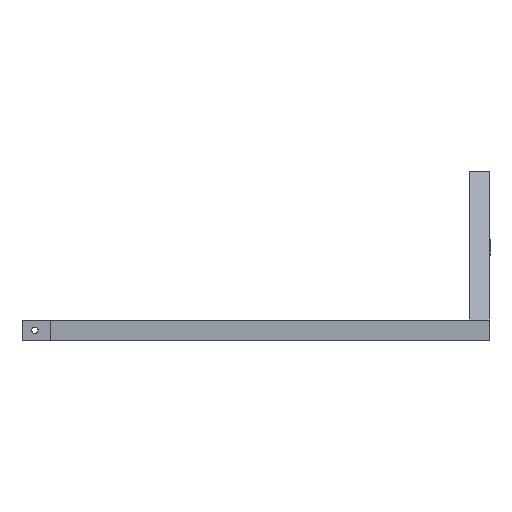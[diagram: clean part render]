
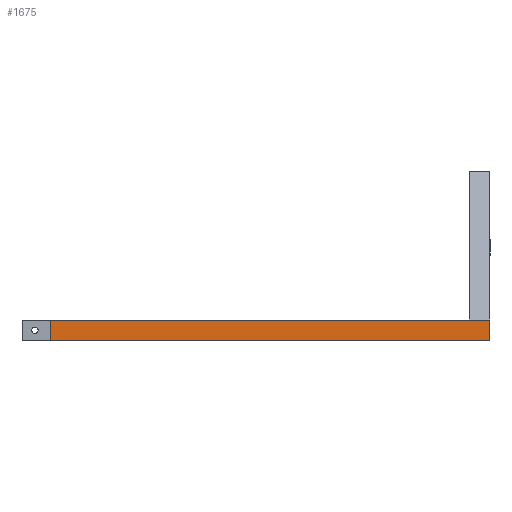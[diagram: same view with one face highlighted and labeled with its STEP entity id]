
A CAD part, left-side view. The second image highlights one B-rep face of the part: STEP entity #1675.
In plain terms, the highlighted face is planar.
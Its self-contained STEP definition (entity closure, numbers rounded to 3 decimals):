
#95 = FACE_OUTER_BOUND ( 'NONE', #1441, .T. ) ;
#108 = VERTEX_POINT ( 'NONE', #1226 ) ;
#192 = LINE ( 'NONE', #1269, #755 ) ;
#363 = DIRECTION ( 'NONE',  ( 0., 0., -1. ) ) ;
#377 = CARTESIAN_POINT ( 'NONE',  ( -57.291, 2.495, -8. ) ) ;
#396 = VECTOR ( 'NONE', #1331, 1000. ) ;
#459 = CARTESIAN_POINT ( 'NONE',  ( -57.291, 158.47, 0. ) ) ;
#462 = VERTEX_POINT ( 'NONE', #929 ) ;
#536 = DIRECTION ( 'NONE',  ( -1., 0., 0. ) ) ;
#662 = LINE ( 'NONE', #2127, #396 ) ;
#753 = LINE ( 'NONE', #1984, #1643 ) ;
#755 = VECTOR ( 'NONE', #1300, 1000. ) ;
#929 = CARTESIAN_POINT ( 'NONE',  ( -57.291, 328.47, 0. ) ) ;
#966 = EDGE_CURVE ( 'NONE', #1420, #462, #192, .T. ) ;
#1204 = ORIENTED_EDGE ( 'NONE', *, *, #1765, .T. ) ;
#1226 = CARTESIAN_POINT ( 'NONE',  ( -57.291, 328.47, -8. ) ) ;
#1269 = CARTESIAN_POINT ( 'NONE',  ( -57.291, 2.495, 0. ) ) ;
#1272 = CARTESIAN_POINT ( 'NONE',  ( -57.291, 158.47, -8. ) ) ;
#1300 = DIRECTION ( 'NONE',  ( 0., 1., 0. ) ) ;
#1331 = DIRECTION ( 'NONE',  ( 0., 1., 0. ) ) ;
#1347 = EDGE_CURVE ( 'NONE', #108, #462, #753, .T. ) ;
#1420 = VERTEX_POINT ( 'NONE', #459 ) ;
#1441 = EDGE_LOOP ( 'NONE', ( #2464, #2015, #2056, #1204 ) ) ;
#1545 = LINE ( 'NONE', #1272, #2086 ) ;
#1643 = VECTOR ( 'NONE', #1788, 1000. ) ;
#1674 = PLANE ( 'NONE',  #2441 ) ;
#1675 = ADVANCED_FACE ( 'NONE', ( #95 ), #1674, .F. ) ;
#1702 = VERTEX_POINT ( 'NONE', #2079 ) ;
#1765 = EDGE_CURVE ( 'NONE', #1702, #108, #662, .T. ) ;
#1788 = DIRECTION ( 'NONE',  ( 0., 0., 1. ) ) ;
#1984 = CARTESIAN_POINT ( 'NONE',  ( -57.291, 328.47, -8. ) ) ;
#2015 = ORIENTED_EDGE ( 'NONE', *, *, #966, .F. ) ;
#2056 = ORIENTED_EDGE ( 'NONE', *, *, #2173, .F. ) ;
#2079 = CARTESIAN_POINT ( 'NONE',  ( -57.291, 158.47, -8. ) ) ;
#2086 = VECTOR ( 'NONE', #2437, 1000. ) ;
#2127 = CARTESIAN_POINT ( 'NONE',  ( -57.291, 2.495, -8. ) ) ;
#2173 = EDGE_CURVE ( 'NONE', #1702, #1420, #1545, .T. ) ;
#2437 = DIRECTION ( 'NONE',  ( 0., 0., 1. ) ) ;
#2441 = AXIS2_PLACEMENT_3D ( 'NONE', #377, #536, #363 ) ;
#2464 = ORIENTED_EDGE ( 'NONE', *, *, #1347, .T. ) ;
